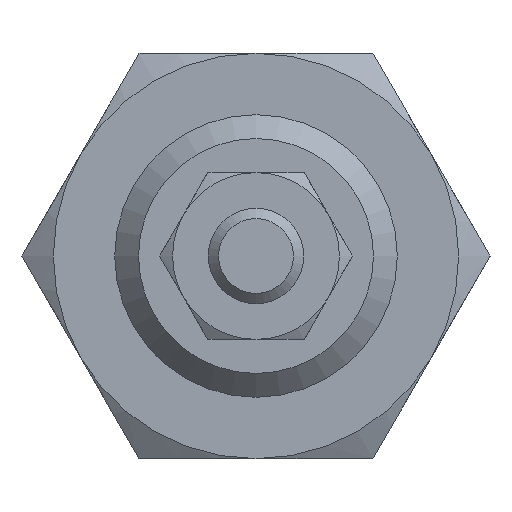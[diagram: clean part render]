
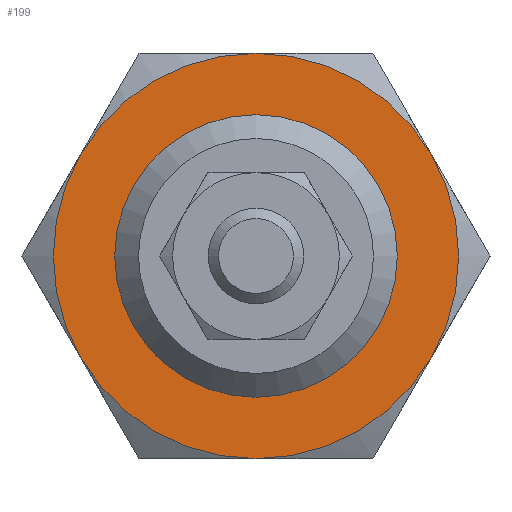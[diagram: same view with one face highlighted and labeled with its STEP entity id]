
A CAD part, left-side view. The second image highlights one B-rep face of the part: STEP entity #199.
In plain terms, the highlighted planar face has unit normal (-1, 0, 0).
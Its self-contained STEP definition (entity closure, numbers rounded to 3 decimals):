
#199 = ADVANCED_FACE( '', ( #367, #368 ), #369, .F. );
#367 = FACE_OUTER_BOUND( '', #657, .T. );
#368 = FACE_BOUND( '', #658, .T. );
#369 = PLANE( '', #659 );
#657 = EDGE_LOOP( '', ( #1105, #1106, #1107, #1108, #1109, #1110 ) );
#658 = EDGE_LOOP( '', ( #1111 ) );
#659 = AXIS2_PLACEMENT_3D( '', #1112, #1113, #1114 );
#1105 = ORIENTED_EDGE( '', *, *, #1828, .F. );
#1106 = ORIENTED_EDGE( '', *, *, #1797, .F. );
#1107 = ORIENTED_EDGE( '', *, *, #1829, .F. );
#1108 = ORIENTED_EDGE( '', *, *, #1830, .F. );
#1109 = ORIENTED_EDGE( '', *, *, #1831, .F. );
#1110 = ORIENTED_EDGE( '', *, *, #1832, .F. );
#1111 = ORIENTED_EDGE( '', *, *, #1821, .T. );
#1112 = CARTESIAN_POINT( '', ( -11., 0., 0. ) );
#1113 = DIRECTION( '', ( 1., 0., 0. ) );
#1114 = DIRECTION( '', ( 0., 0., -1. ) );
#1797 = EDGE_CURVE( '', #2112, #2110, #2114, .T. );
#1821 = EDGE_CURVE( '', #2154, #2154, #2155, .T. );
#1828 = EDGE_CURVE( '', #2110, #2164, #2166, .T. );
#1829 = EDGE_CURVE( '', #2128, #2112, #2167, .T. );
#1830 = EDGE_CURVE( '', #2134, #2128, #2168, .T. );
#1831 = EDGE_CURVE( '', #2100, #2134, #2169, .T. );
#1832 = EDGE_CURVE( '', #2164, #2100, #2170, .T. );
#2100 = VERTEX_POINT( '', #2679 );
#2110 = VERTEX_POINT( '', #2704 );
#2112 = VERTEX_POINT( '', #2711 );
#2114 = CIRCLE( '', #2720, 8.5 );
#2128 = VERTEX_POINT( '', #2751 );
#2134 = VERTEX_POINT( '', #2771 );
#2154 = VERTEX_POINT( '', #2837 );
#2155 = CIRCLE( '', #2838, 5.927 );
#2164 = VERTEX_POINT( '', #2849 );
#2166 = CIRCLE( '', #2856, 8.5 );
#2167 = CIRCLE( '', #2857, 8.5 );
#2168 = CIRCLE( '', #2858, 8.5 );
#2169 = CIRCLE( '', #2859, 8.5 );
#2170 = CIRCLE( '', #2860, 8.5 );
#2679 = CARTESIAN_POINT( '', ( -11., 0., 8.5 ) );
#2704 = CARTESIAN_POINT( '', ( -11., 7.361, -4.25 ) );
#2711 = CARTESIAN_POINT( '', ( -11., 0., -8.5 ) );
#2720 = AXIS2_PLACEMENT_3D( '', #3308, #3309, #3310 );
#2751 = CARTESIAN_POINT( '', ( -11., -7.361, -4.25 ) );
#2771 = CARTESIAN_POINT( '', ( -11., -7.361, 4.25 ) );
#2837 = CARTESIAN_POINT( '', ( -11., 0., -5.927 ) );
#2838 = AXIS2_PLACEMENT_3D( '', #3340, #3341, #3342 );
#2849 = CARTESIAN_POINT( '', ( -11., 7.361, 4.25 ) );
#2856 = AXIS2_PLACEMENT_3D( '', #3354, #3355, #3356 );
#2857 = AXIS2_PLACEMENT_3D( '', #3357, #3358, #3359 );
#2858 = AXIS2_PLACEMENT_3D( '', #3360, #3361, #3362 );
#2859 = AXIS2_PLACEMENT_3D( '', #3363, #3364, #3365 );
#2860 = AXIS2_PLACEMENT_3D( '', #3366, #3367, #3368 );
#3308 = CARTESIAN_POINT( '', ( -11., 0., 0. ) );
#3309 = DIRECTION( '', ( 1., 0., 0. ) );
#3310 = DIRECTION( '', ( 0., 0., -1. ) );
#3340 = CARTESIAN_POINT( '', ( -11., 0., 0. ) );
#3341 = DIRECTION( '', ( 1., 0., 0. ) );
#3342 = DIRECTION( '', ( 0., 0., -1. ) );
#3354 = CARTESIAN_POINT( '', ( -11., 0., 0. ) );
#3355 = DIRECTION( '', ( 1., 0., 0. ) );
#3356 = DIRECTION( '', ( 0., 0., -1. ) );
#3357 = CARTESIAN_POINT( '', ( -11., 0., 0. ) );
#3358 = DIRECTION( '', ( 1., 0., 0. ) );
#3359 = DIRECTION( '', ( 0., 0., -1. ) );
#3360 = CARTESIAN_POINT( '', ( -11., 0., 0. ) );
#3361 = DIRECTION( '', ( 1., 0., 0. ) );
#3362 = DIRECTION( '', ( 0., 0., -1. ) );
#3363 = CARTESIAN_POINT( '', ( -11., 0., 0. ) );
#3364 = DIRECTION( '', ( 1., 0., 0. ) );
#3365 = DIRECTION( '', ( 0., 0., -1. ) );
#3366 = CARTESIAN_POINT( '', ( -11., 0., 0. ) );
#3367 = DIRECTION( '', ( 1., 0., 0. ) );
#3368 = DIRECTION( '', ( 0., 0., -1. ) );
